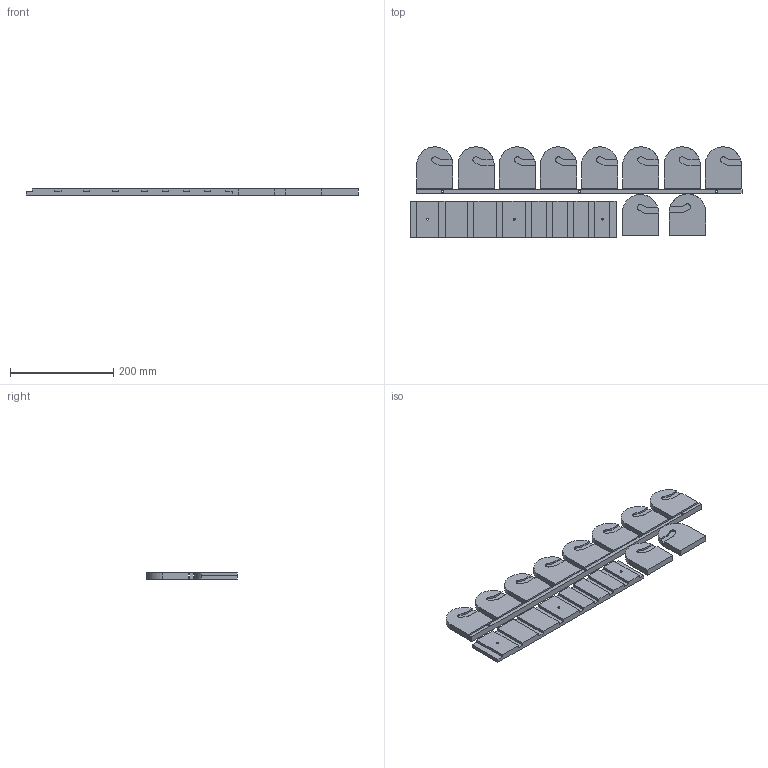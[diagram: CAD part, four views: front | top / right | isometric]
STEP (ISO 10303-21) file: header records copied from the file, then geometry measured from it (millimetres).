
FILE_DESCRIPTION(/* description */ (''),/* implementation_level */ '2;1');
FILE_NAME(/* name */ 'NEW AND IMPROVED WIRE DISP ALL 12mm CAM v2 v1.step',/* time_stamp */ '2018-06-06T17:36:02+10:00',/* author */ ('noggin011'),/* organization */ (''),/* preprocessor_version */ 'ST-DEVELOPER v17',/* originating_system */ 'Autodesk Translation Framework v7.1.0.215',/* authorisation */ '');
FILE_SCHEMA (('AUTOMOTIVE_DESIGN { 1 0 10303 214 3 1 1 }'));
Length unit declared in the file: millimetre
Products named in the file (6): Process 1 BACK NEW AND IMPROVED WIRE DISP ALL 12mm CAM v2; NEW AND IMPROVED Spool Holder x8 v2_Backing Board; NEW AND IMPROVED Spool Holder x8 v2_Center; NEW AND IMPROVED Spool Holder x8 v2_LEFT END; NEW AND IMPROVED Spool Holder x8 v2_RIGHT END; Component2
Assembly tree (12 placements, depth 2):
  Process 1 BACK NEW AND IMPROVED WIRE DISP ALL 12mm CAM v2
    NEW AND IMPROVED Spool Holder x8 v2_Backing Board
    NEW AND IMPROVED Spool Holder x8 v2_Center  x8
    NEW AND IMPROVED Spool Holder x8 v2_LEFT END
    NEW AND IMPROVED Spool Holder x8 v2_RIGHT END
    Component2
Bounding box: 644.48 x 175.03 x 12 mm (x, y, z)
Surface area: 344968.6 mm2
Topology: 20 solids, 20 shells, 366 faces, 984 edges, 658 vertices
Faces by surface type: plane 264, cylinder 102
Full cylindrical faces by diameter (mm): 4 x6
Entity records: 6851 total; most frequent: CARTESIAN_POINT 1173, DIRECTION 1150, ORIENTED_EDGE 1128, EDGE_CURVE 564, LINE 440, VECTOR 440, VERTEX_POINT 378, AXIS2_PLACEMENT_3D 355
